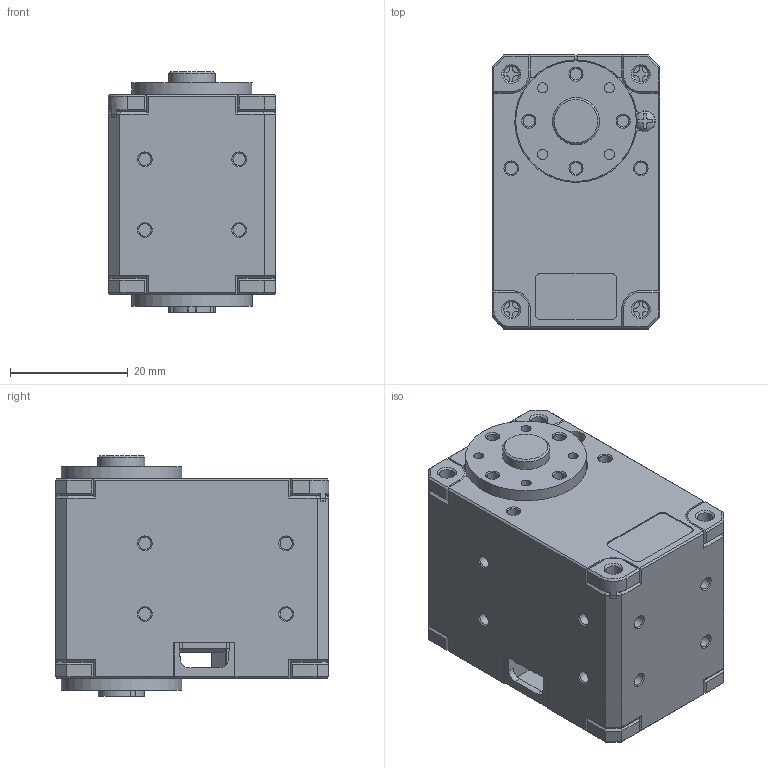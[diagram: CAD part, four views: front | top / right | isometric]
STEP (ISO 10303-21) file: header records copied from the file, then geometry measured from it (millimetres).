
FILE_DESCRIPTION(/* description */ (''),/* implementation_level */ '2;1');
FILE_NAME(/* name */ 'SeminarXL-430_new.step',/* time_stamp */ '2025-05-16T13:59:25+02:00',/* author */ (''),/* organization */ (''),/* preprocessor_version */ 'ST-DEVELOPER v20.1',/* originating_system */ 'Autodesk Translation Framework v14.4.0.0',/* authorisation */ '');
FILE_SCHEMA (('AUTOMOTIVE_DESIGN { 1 0 10303 214 3 1 1 }'));
Length unit declared in the file: millimetre
Products named in the file (10): DC11_A01_DUMMY_ASM; DC11_A01_DUMMY; DX124_SCREW-COVER; DC11_A01_CASE_CVR_DUMMY; DC11_A01_IDLER_DUMMY; DC11_A01_IDLER_CAP_DUMMY; DC11_A01_IDLER_SCREW; B3B-EH; FHS_M2_5X10; DC11_A01_SPACER_DUMMY
Assembly tree (24 placements, depth 2):
  DC11_A01_DUMMY_ASM
    DC11_A01_DUMMY
    DX124_SCREW-COVER
    B3B-EH  x2
    DC11_A01_CASE_CVR_DUMMY
    DC11_A01_IDLER_DUMMY
    DC11_A01_IDLER_CAP_DUMMY
    DC11_A01_IDLER_SCREW
    FHS_M2_5X10  x8
    DC11_A01_SPACER_DUMMY  x8
Bounding box: 28.5 x 46.5 x 40.9 mm (x, y, z)
Volume: 43878.7 mm3; surface area: 16681.2 mm2
Topology: 25 solids, 36 shells, 1138 faces, 3010 edges, 1983 vertices
Faces by surface type: plane 749, cylinder 277, cone 109, torus 1, sphere 1, bspline 1
Full cylindrical faces by diameter (mm): 1.6 x2, 1.7 x8, 2 x9, 2.05 x8, 2.1 x16, 2.5 x14, 2.6 x8, 2.8 x1, 3 x2, 3.5 x1, 5 x10, 8 x1, 10.2 x1, 12.2 x1, 20.5 x2
Entity records: 21556 total; most frequent: CARTESIAN_POINT 4034, DIRECTION 3663, ORIENTED_EDGE 3494, EDGE_CURVE 1796, LINE 1223, VECTOR 1223, AXIS2_PLACEMENT_3D 1220, VERTEX_POINT 1190
